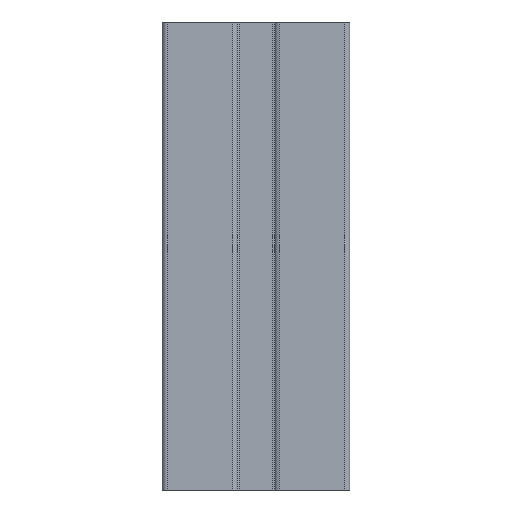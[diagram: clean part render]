
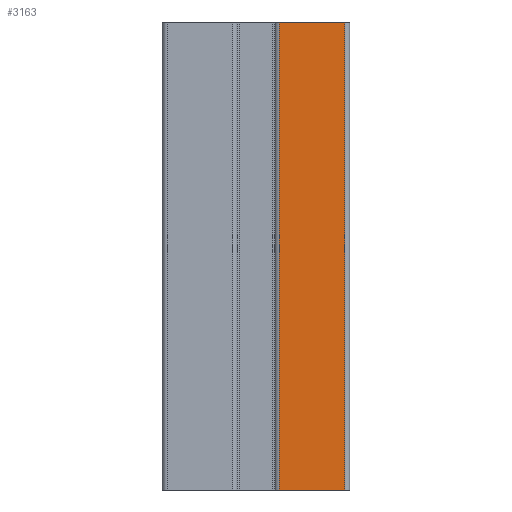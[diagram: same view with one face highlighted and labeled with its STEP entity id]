
A CAD part, front view. The second image highlights one B-rep face of the part: STEP entity #3163.
In plain terms, the highlighted planar face has unit normal (0, -1, 0).
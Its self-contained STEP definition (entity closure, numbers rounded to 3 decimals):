
#360=FACE_OUTER_BOUND('',#527,.T.);
#527=EDGE_LOOP('',(#2570,#2571,#2572,#2573));
#747=LINE('',#4990,#1066);
#821=LINE('',#5227,#1140);
#822=LINE('',#5230,#1141);
#823=LINE('',#5231,#1142);
#1066=VECTOR('',#4016,10.);
#1140=VECTOR('',#4236,10.);
#1141=VECTOR('',#4239,10.);
#1142=VECTOR('',#4240,10.);
#1399=VERTEX_POINT('',#4987);
#1400=VERTEX_POINT('',#4989);
#1490=VERTEX_POINT('',#5225);
#1491=VERTEX_POINT('',#5229);
#1784=EDGE_CURVE('',#1399,#1400,#747,.T.);
#1903=EDGE_CURVE('',#1399,#1490,#821,.T.);
#1904=EDGE_CURVE('',#1491,#1490,#822,.T.);
#1905=EDGE_CURVE('',#1400,#1491,#823,.T.);
#2570=ORIENTED_EDGE('',*,*,#1903,.T.);
#2571=ORIENTED_EDGE('',*,*,#1904,.F.);
#2572=ORIENTED_EDGE('',*,*,#1905,.F.);
#2573=ORIENTED_EDGE('',*,*,#1784,.F.);
#3034=PLANE('',#3470);
#3163=ADVANCED_FACE('',(#360),#3034,.T.);
#3470=AXIS2_PLACEMENT_3D('',#5228,#4237,#4238);
#4016=DIRECTION('',(-1.,0.,0.));
#4236=DIRECTION('',(0.,0.,1.));
#4237=DIRECTION('center_axis',(0.,-1.,0.));
#4238=DIRECTION('ref_axis',(1.,0.,0.));
#4239=DIRECTION('',(1.,0.,0.));
#4240=DIRECTION('',(0.,0.,1.));
#4987=CARTESIAN_POINT('',(19.,-12.25,-50.));
#4989=CARTESIAN_POINT('',(5.,-12.25,-50.));
#4990=CARTESIAN_POINT('',(5.,-12.25,-50.));
#5225=CARTESIAN_POINT('',(19.,-12.25,50.));
#5227=CARTESIAN_POINT('',(19.,-12.25,0.));
#5228=CARTESIAN_POINT('Origin',(5.,-12.25,0.));
#5229=CARTESIAN_POINT('',(5.,-12.25,50.));
#5230=CARTESIAN_POINT('',(5.,-12.25,50.));
#5231=CARTESIAN_POINT('',(5.,-12.25,0.));
